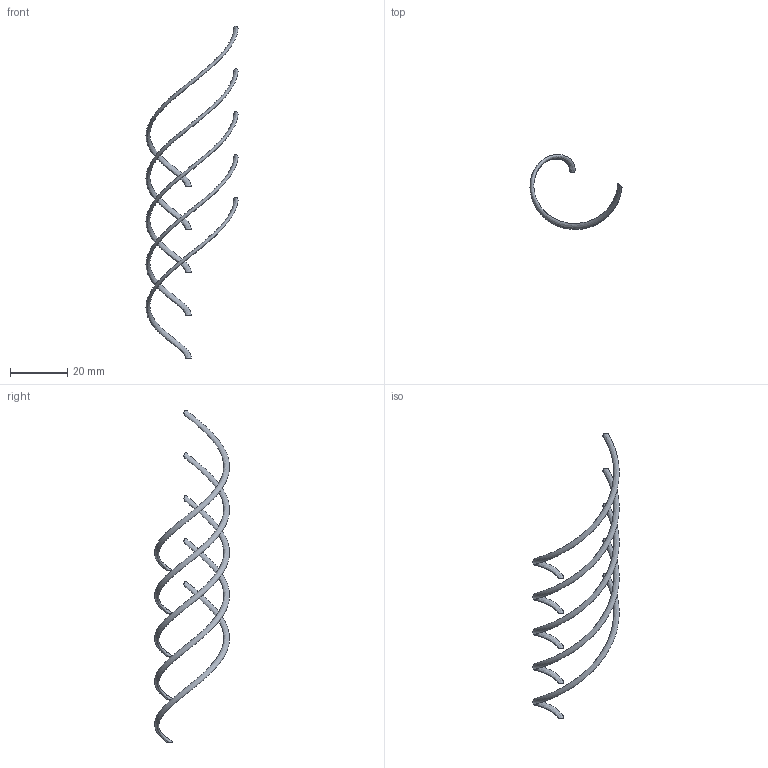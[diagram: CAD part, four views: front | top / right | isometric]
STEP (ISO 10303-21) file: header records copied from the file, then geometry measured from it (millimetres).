
FILE_DESCRIPTION(('Open CASCADE Model'),'2;1');
FILE_NAME('Open CASCADE Shape Model','2024-05-30T21:11:36',('Author'),( 'Open CASCADE'),'Open CASCADE STEP processor 7.7','Open CASCADE 7.7' ,'Unknown');
FILE_SCHEMA(('AUTOMOTIVE_DESIGN { 1 0 10303 214 1 1 1 1 }'));
Length unit declared in the file: millimetre
Products named in the file (6): Open CASCADE STEP translator 7.7 29; Open CASCADE STEP translator 7.7 29.1; Open CASCADE STEP translator 7.7 29.2; Open CASCADE STEP translator 7.7 29.3; Open CASCADE STEP translator 7.7 29.4; Open CASCADE STEP translator 7.7 29.5
Assembly tree (5 placements, depth 2):
  Open CASCADE STEP translator 7.7 29
    Open CASCADE STEP translator 7.7 29.1
    Open CASCADE STEP translator 7.7 29.2
    Open CASCADE STEP translator 7.7 29.3
    Open CASCADE STEP translator 7.7 29.4
    Open CASCADE STEP translator 7.7 29.5
Bounding box: 32.19 x 26.22 x 116.16 mm (x, y, z)
Volume: 855.2 mm3; surface area: 2308.3 mm2
Topology: 5 solids, 5 shells, 15 faces, 15 edges, 10 vertices
Faces by surface type: plane 10, bspline 5
Entity records: 13691 total; most frequent: CARTESIAN_POINT 13306, DIRECTION 52, ORIENTED_EDGE 30, PCURVE 30, DEFINITIONAL_REPRESENTATION 30, LINE 20, VECTOR 20, AXIS2_PLACEMENT_3D 16
